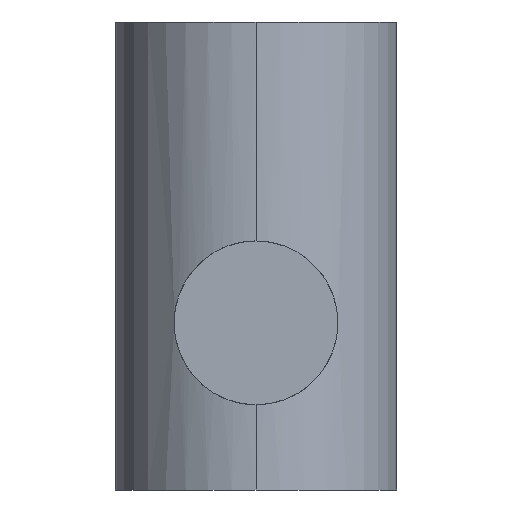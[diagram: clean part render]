
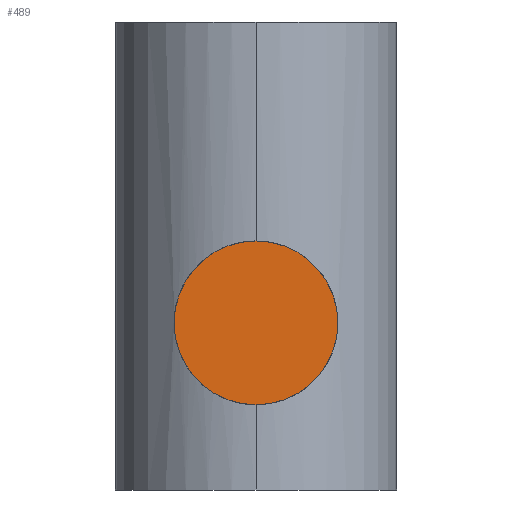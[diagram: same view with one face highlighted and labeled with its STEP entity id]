
A CAD part, left-side view. The second image highlights one B-rep face of the part: STEP entity #489.
In plain terms, the highlighted planar face has unit normal (-1, 0, 0).
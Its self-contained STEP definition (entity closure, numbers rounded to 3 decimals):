
#219 = CARTESIAN_POINT ( 'NONE',  ( -66.25, 0., -4.9 ) ) ;
#300 = CIRCLE ( 'NONE', #1187, 4.9 ) ;
#358 = CARTESIAN_POINT ( 'NONE',  ( -66.25, 0., 0. ) ) ;
#375 = DIRECTION ( 'NONE',  ( 1., 0., 0. ) ) ;
#489 = ADVANCED_FACE ( 'NONE', ( #1158 ), #1135, .F. ) ;
#587 = DIRECTION ( 'NONE',  ( 1., 0., 0. ) ) ;
#665 = ORIENTED_EDGE ( 'NONE', *, *, #1656, .F. ) ;
#698 = CARTESIAN_POINT ( 'NONE',  ( -66.25, 0., 4.9 ) ) ;
#740 = CARTESIAN_POINT ( 'NONE',  ( -66.25, 0., 0. ) ) ;
#779 = VERTEX_POINT ( 'NONE', #698 ) ;
#799 = AXIS2_PLACEMENT_3D ( 'NONE', #740, #587, #1789 ) ;
#926 = DIRECTION ( 'NONE',  ( 1., 0., 0. ) ) ;
#1073 = DIRECTION ( 'NONE',  ( 0., 0., 1. ) ) ;
#1135 = PLANE ( 'NONE',  #1738 ) ;
#1158 = FACE_OUTER_BOUND ( 'NONE', #1711, .T. ) ;
#1187 = AXIS2_PLACEMENT_3D ( 'NONE', #1234, #926, #1073 ) ;
#1234 = CARTESIAN_POINT ( 'NONE',  ( -66.25, 0., 0. ) ) ;
#1419 = VERTEX_POINT ( 'NONE', #219 ) ;
#1479 = ORIENTED_EDGE ( 'NONE', *, *, #1545, .F. ) ;
#1508 = CIRCLE ( 'NONE', #799, 4.9 ) ;
#1545 = EDGE_CURVE ( 'NONE', #779, #1419, #1508, .T. ) ;
#1656 = EDGE_CURVE ( 'NONE', #1419, #779, #300, .T. ) ;
#1711 = EDGE_LOOP ( 'NONE', ( #1479, #665 ) ) ;
#1738 = AXIS2_PLACEMENT_3D ( 'NONE', #358, #375, #1747 ) ;
#1747 = DIRECTION ( 'NONE',  ( 0., 0., -1. ) ) ;
#1789 = DIRECTION ( 'NONE',  ( 0., 0., 1. ) ) ;
